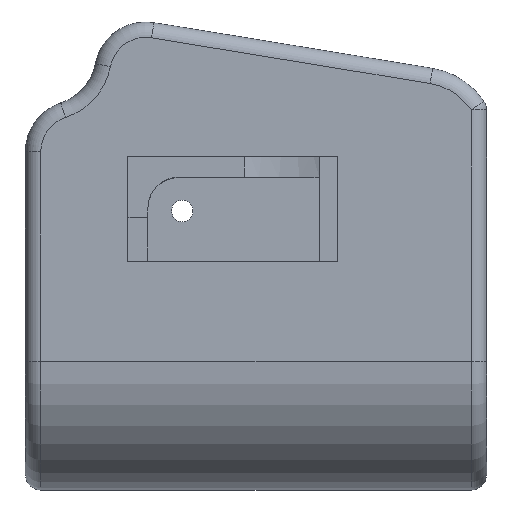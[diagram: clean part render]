
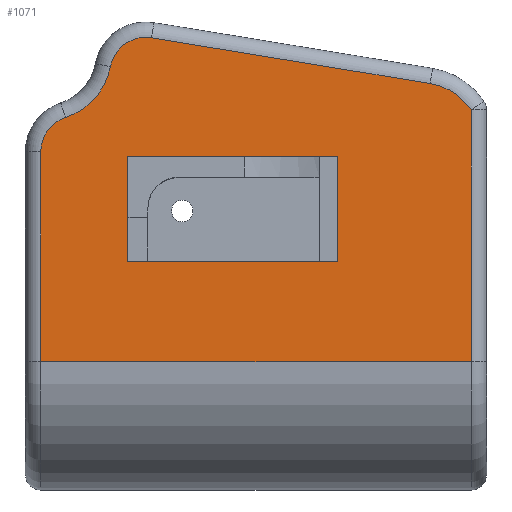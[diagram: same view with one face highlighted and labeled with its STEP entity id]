
A CAD part, top view. The second image highlights one B-rep face of the part: STEP entity #1071.
In plain terms, the highlighted planar face has unit normal (0, 0, 1).
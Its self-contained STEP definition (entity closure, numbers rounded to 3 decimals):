
#30=FACE_BOUND('',#357,.T.);
#47=PLANE('',#1190);
#92=LINE('',#1691,#166);
#94=LINE('',#1715,#168);
#96=LINE('',#1724,#170);
#108=LINE('',#1764,#182);
#110=LINE('',#1774,#184);
#111=LINE('',#1776,#185);
#112=LINE('',#1778,#186);
#113=LINE('',#1779,#187);
#166=VECTOR('',#1343,40.983);
#168=VECTOR('',#1373,55.122);
#170=VECTOR('',#1385,49.139);
#182=VECTOR('',#1437,84.);
#184=VECTOR('',#1449,20.5);
#185=VECTOR('',#1450,41.);
#186=VECTOR('',#1451,20.5);
#187=VECTOR('',#1452,41.);
#287=FACE_OUTER_BOUND('',#356,.T.);
#356=EDGE_LOOP('',(#865,#866,#867,#868,#869,#870,#871,#872));
#357=EDGE_LOOP('',(#873,#874,#875,#876));
#432=CIRCLE('',#1150,7.);
#435=CIRCLE('',#1154,13.);
#438=CIRCLE('',#1158,7.);
#441=CIRCLE('',#1163,12.);
#476=VERTEX_POINT('',#1624);
#494=VERTEX_POINT('',#1681);
#496=VERTEX_POINT('',#1687);
#498=VERTEX_POINT('',#1693);
#500=VERTEX_POINT('',#1699);
#502=VERTEX_POINT('',#1705);
#504=VERTEX_POINT('',#1711);
#506=VERTEX_POINT('',#1720);
#517=VERTEX_POINT('',#1772);
#518=VERTEX_POINT('',#1773);
#519=VERTEX_POINT('',#1775);
#520=VERTEX_POINT('',#1777);
#608=EDGE_CURVE('',#494,#496,#92,.T.);
#611=EDGE_CURVE('',#496,#498,#432,.T.);
#614=EDGE_CURVE('',#498,#500,#435,.T.);
#617=EDGE_CURVE('',#500,#502,#438,.T.);
#620=EDGE_CURVE('',#502,#504,#94,.T.);
#622=EDGE_CURVE('',#504,#476,#441,.T.);
#625=EDGE_CURVE('',#476,#506,#96,.T.);
#646=EDGE_CURVE('',#506,#494,#108,.T.);
#649=EDGE_CURVE('',#517,#518,#110,.T.);
#650=EDGE_CURVE('',#518,#519,#111,.T.);
#651=EDGE_CURVE('',#519,#520,#112,.T.);
#652=EDGE_CURVE('',#520,#517,#113,.T.);
#865=ORIENTED_EDGE('',*,*,#608,.F.);
#866=ORIENTED_EDGE('',*,*,#646,.F.);
#867=ORIENTED_EDGE('',*,*,#625,.F.);
#868=ORIENTED_EDGE('',*,*,#622,.F.);
#869=ORIENTED_EDGE('',*,*,#620,.F.);
#870=ORIENTED_EDGE('',*,*,#617,.F.);
#871=ORIENTED_EDGE('',*,*,#614,.F.);
#872=ORIENTED_EDGE('',*,*,#611,.F.);
#873=ORIENTED_EDGE('',*,*,#649,.T.);
#874=ORIENTED_EDGE('',*,*,#650,.T.);
#875=ORIENTED_EDGE('',*,*,#651,.T.);
#876=ORIENTED_EDGE('',*,*,#652,.T.);
#1071=ADVANCED_FACE('',(#287,#30),#47,.T.);
#1150=AXIS2_PLACEMENT_3D('',#1697,#1350,#1351);
#1154=AXIS2_PLACEMENT_3D('',#1703,#1358,#1359);
#1158=AXIS2_PLACEMENT_3D('',#1709,#1366,#1367);
#1163=AXIS2_PLACEMENT_3D('',#1718,#1378,#1379);
#1190=AXIS2_PLACEMENT_3D('',#1771,#1447,#1448);
#1343=DIRECTION('',(0.,1.,0.));
#1350=DIRECTION('center_axis',(0.,0.,-1.));
#1351=DIRECTION('ref_axis',(-0.809,0.588,0.));
#1358=DIRECTION('center_axis',(0.,0.,1.));
#1359=DIRECTION('ref_axis',(0.751,-0.66,0.));
#1366=DIRECTION('center_axis',(0.,0.,-1.));
#1367=DIRECTION('ref_axis',(-0.574,0.819,0.));
#1373=DIRECTION('',(0.987,-0.162,0.));
#1378=DIRECTION('center_axis',(0.,0.,-1.));
#1379=DIRECTION('ref_axis',(0.567,0.824,0.));
#1385=DIRECTION('',(0.,-1.,0.));
#1437=DIRECTION('',(-1.,0.,0.));
#1447=DIRECTION('center_axis',(0.,0.,1.));
#1448=DIRECTION('ref_axis',(1.,0.,0.));
#1449=DIRECTION('',(0.,-1.,0.));
#1450=DIRECTION('',(-1.,0.,0.));
#1451=DIRECTION('',(0.,1.,0.));
#1452=DIRECTION('',(1.,0.,0.));
#1624=CARTESIAN_POINT('',(42.,74.139,31.8));
#1681=CARTESIAN_POINT('',(-42.,25.,31.8));
#1687=CARTESIAN_POINT('',(-42.,65.983,31.8));
#1691=CARTESIAN_POINT('',(-42.,18.75,31.8));
#1693=CARTESIAN_POINT('',(-37.168,72.639,31.8));
#1697=CARTESIAN_POINT('Origin',(-35.,65.983,31.8));
#1699=CARTESIAN_POINT('',(-28.419,82.587,31.8));
#1703=CARTESIAN_POINT('Origin',(-41.193,85.,31.8));
#1705=CARTESIAN_POINT('',(-20.408,88.195,31.8));
#1709=CARTESIAN_POINT('Origin',(-21.541,81.288,31.8));
#1711=CARTESIAN_POINT('',(33.988,79.278,31.8));
#1715=CARTESIAN_POINT('',(7.559,83.611,31.8));
#1718=CARTESIAN_POINT('Origin',(32.047,67.436,31.8));
#1720=CARTESIAN_POINT('',(42.,25.,31.8));
#1724=CARTESIAN_POINT('',(42.,18.75,31.8));
#1764=CARTESIAN_POINT('',(0.,25.,31.8));
#1771=CARTESIAN_POINT('Origin',(0.,37.5,31.8));
#1772=CARTESIAN_POINT('',(16.,65.,31.8));
#1773=CARTESIAN_POINT('',(16.,44.5,31.8));
#1774=CARTESIAN_POINT('',(16.,51.25,31.8));
#1775=CARTESIAN_POINT('',(-25.,44.5,31.8));
#1776=CARTESIAN_POINT('',(8.,44.5,31.8));
#1777=CARTESIAN_POINT('',(-25.,65.,31.8));
#1778=CARTESIAN_POINT('',(-25.,41.,31.8));
#1779=CARTESIAN_POINT('',(-12.5,65.,31.8));
